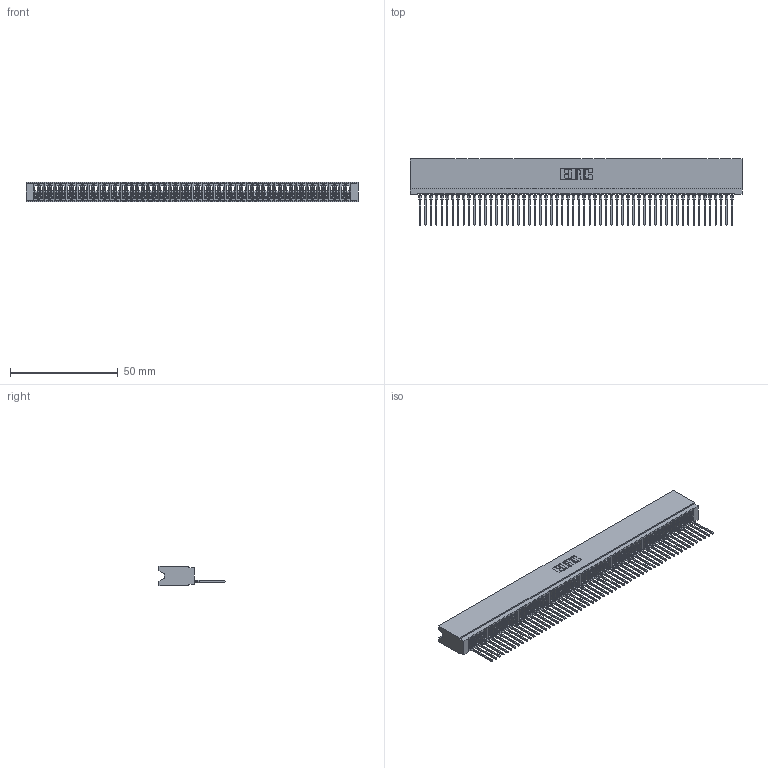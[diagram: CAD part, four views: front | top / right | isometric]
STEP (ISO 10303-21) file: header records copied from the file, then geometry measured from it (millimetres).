
FILE_DESCRIPTION (( 'STEP AP203' ), '1' );
FILE_NAME ('745-058-540-106.STEP', '2026-02-25T23:15:29', ( '' ), ( '' ), 'SwSTEP 2.0', 'SolidWorks 2023', '' );
FILE_SCHEMA (( 'CONFIG_CONTROL_DESIGN' ));
Length unit declared in the file: millimetre
Products named in the file (3): 745-292-001_540; 745-058-540-106; 745 Part_Insulator Option - 06
Assembly tree (59 placements, depth 2):
  745-058-540-106
    745 Part_Insulator Option - 06
    745-292-001_540  x58
Bounding box: 153.92 x 30.62 x 8.89 mm (x, y, z)
Volume: 13345.9 mm3; surface area: 25843.3 mm2
Topology: 59 solids, 59 shells, 6592 faces, 18124 edges, 11424 vertices
Faces by surface type: plane 3942, bspline 1160, cylinder 1142, torus 348
Entity records: 93624 total; most frequent: CARTESIAN_POINT 17000, ORIENTED_EDGE 16526, DIRECTION 14307, EDGE_CURVE 8263, VECTOR 7733, LINE 7733, VERTEX_POINT 5268, AXIS2_PLACEMENT_3D 3287
